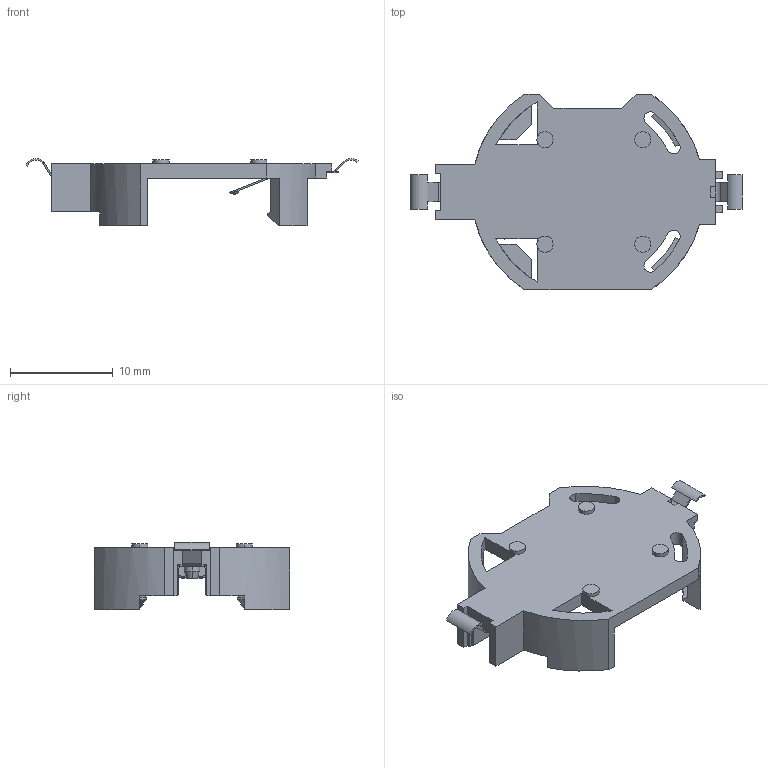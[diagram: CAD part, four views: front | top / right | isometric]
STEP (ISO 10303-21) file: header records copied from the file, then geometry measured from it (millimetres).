
FILE_DESCRIPTION((''),'2;1');
FILE_NAME('C-0796136-01-3','2007-09-07T',('workeradm'),('Tyco Electronics Corporation'),'PRO/ENGINEER BY PARAMETRIC TECHNOLOGY CORPORATION, 2005450','PRO/ENGINEER BY PARAMETRIC TECHNOLOGY CORPORATION, 2005450','');
FILE_SCHEMA(('CONFIG_CONTROL_DESIGN', 'GEOMETRIC_VALIDATION_PROPERTIES_MIM'));
Length unit declared in the file: millimetre
Products named in the file (1): C-0796136-01-3
Bounding box: 32.32 x 19.05 x 6.53 mm (x, y, z)
Volume: 661.9 mm3; surface area: 1408.5 mm2
Topology: 1 solids, 1 shells, 250 faces, 709 edges, 460 vertices
Faces by surface type: plane 176, cylinder 62, cone 6, sphere 4, extrusion 2
Entity records: 8230 total; most frequent: CARTESIAN_POINT 1488, ORIENTED_EDGE 1410, DIRECTION 1346, EDGE_CURVE 705, VECTOR 534, LINE 532, VERTEX_POINT 460, AXIS2_PLACEMENT_3D 406
